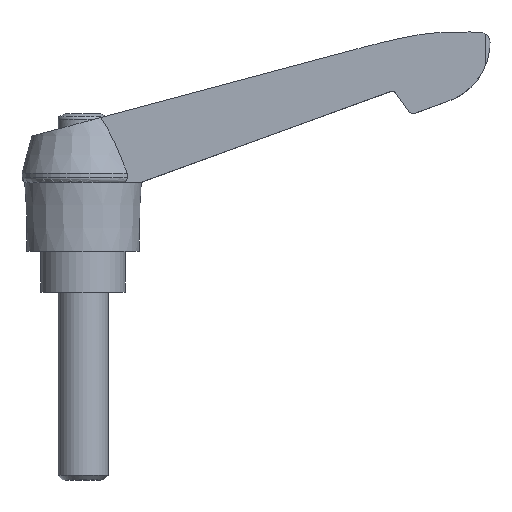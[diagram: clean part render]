
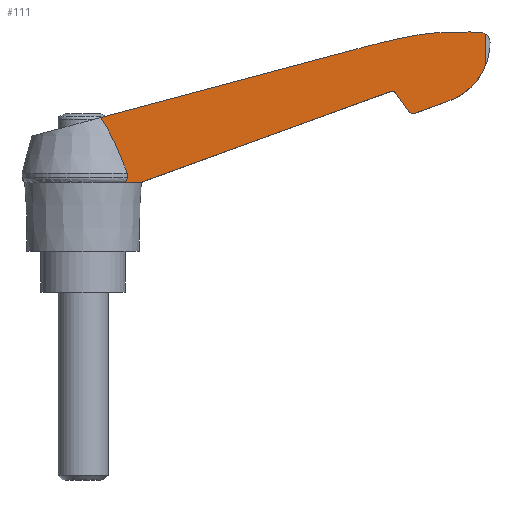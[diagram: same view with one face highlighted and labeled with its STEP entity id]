
A CAD part, top view. The second image highlights one B-rep face of the part: STEP entity #111.
In plain terms, the highlighted planar face has unit normal (0.034, 0, 0.999).
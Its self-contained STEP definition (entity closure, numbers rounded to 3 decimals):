
#111 = ADVANCED_FACE( '', ( #296 ), #297, .F. );
#296 = FACE_OUTER_BOUND( '', #562, .T. );
#297 = PLANE( '', #563 );
#562 = EDGE_LOOP( '', ( #834, #835, #836, #837, #838, #839, #840, #841, #842, #843, #844, #845, #846, #847, #848, #849 ) );
#563 = AXIS2_PLACEMENT_3D( '', #850, #851, #852 );
#834 = ORIENTED_EDGE( '', *, *, #1592, .F. );
#835 = ORIENTED_EDGE( '', *, *, #1593, .T. );
#836 = ORIENTED_EDGE( '', *, *, #1594, .F. );
#837 = ORIENTED_EDGE( '', *, *, #1595, .F. );
#838 = ORIENTED_EDGE( '', *, *, #1596, .T. );
#839 = ORIENTED_EDGE( '', *, *, #1597, .F. );
#840 = ORIENTED_EDGE( '', *, *, #1598, .F. );
#841 = ORIENTED_EDGE( '', *, *, #1599, .F. );
#842 = ORIENTED_EDGE( '', *, *, #1600, .F. );
#843 = ORIENTED_EDGE( '', *, *, #1601, .F. );
#844 = ORIENTED_EDGE( '', *, *, #1588, .F. );
#845 = ORIENTED_EDGE( '', *, *, #1602, .F. );
#846 = ORIENTED_EDGE( '', *, *, #1583, .F. );
#847 = ORIENTED_EDGE( '', *, *, #1603, .F. );
#848 = ORIENTED_EDGE( '', *, *, #1604, .F. );
#849 = ORIENTED_EDGE( '', *, *, #1605, .F. );
#850 = CARTESIAN_POINT( '', ( 0., 46.5, 6.943 ) );
#851 = DIRECTION( '', ( -0.034, 0., -0.999 ) );
#852 = DIRECTION( '', ( -0.999, 0., 0.034 ) );
#1583 = EDGE_CURVE( '', #1884, #1879, #1886, .T. );
#1588 = EDGE_CURVE( '', #1893, #1895, #1896, .T. );
#1592 = EDGE_CURVE( '', #1901, #1902, #1903, .T. );
#1593 = EDGE_CURVE( '', #1901, #1904, #1905, .T. );
#1594 = EDGE_CURVE( '', #1906, #1904, #1907, .T. );
#1595 = EDGE_CURVE( '', #1908, #1906, #1909, .T. );
#1596 = EDGE_CURVE( '', #1908, #1910, #1911, .T. );
#1597 = EDGE_CURVE( '', #1912, #1910, #1913, .T. );
#1598 = EDGE_CURVE( '', #1914, #1912, #1915, .T. );
#1599 = EDGE_CURVE( '', #1916, #1914, #1917, .T. );
#1600 = EDGE_CURVE( '', #1918, #1916, #1919, .T. );
#1601 = EDGE_CURVE( '', #1895, #1918, #1920, .T. );
#1602 = EDGE_CURVE( '', #1879, #1893, #1921, .T. );
#1603 = EDGE_CURVE( '', #1922, #1884, #1923, .T. );
#1604 = EDGE_CURVE( '', #1924, #1922, #1925, .T. );
#1605 = EDGE_CURVE( '', #1902, #1924, #1926, .T. );
#1879 = VERTEX_POINT( '', #2323 );
#1884 = VERTEX_POINT( '', #2329 );
#1886 = ELLIPSE( '', #2332, 35.02, 35. );
#1893 = VERTEX_POINT( '', #2348 );
#1895 = VERTEX_POINT( '', #2351 );
#1896 = ELLIPSE( '', #2352, 1.601, 1.6 );
#1901 = VERTEX_POINT( '', #2367 );
#1902 = VERTEX_POINT( '', #2368 );
#1903 = LINE( '', #2369, #2370 );
#1904 = VERTEX_POINT( '', #2371 );
#1905 = B_SPLINE_CURVE_WITH_KNOTS( '', 3, ( #2372, #2373, #2374, #2375, #2376, #2377 ), .UNSPECIFIED., .F., .F., ( 4, 2, 4 ), ( 0., 0.001, 0.001 ), .UNSPECIFIED. );
#1906 = VERTEX_POINT( '', #2378 );
#1907 = LINE( '', #2379, #2380 );
#1908 = VERTEX_POINT( '', #2381 );
#1909 = LINE( '', #2382, #2383 );
#1910 = VERTEX_POINT( '', #2384 );
#1911 = ELLIPSE( '', #2385, 0.7, 0.7 );
#1912 = VERTEX_POINT( '', #2386 );
#1913 = LINE( '', #2387, #2388 );
#1914 = VERTEX_POINT( '', #2389 );
#1915 = ELLIPSE( '', #2390, 1.001, 1. );
#1916 = VERTEX_POINT( '', #2391 );
#1917 = LINE( '', #2392, #2393 );
#1918 = VERTEX_POINT( '', #2394 );
#1919 = ELLIPSE( '', #2395, 10.006, 10. );
#1920 = LINE( '', #2396, #2397 );
#1921 = ELLIPSE( '', #2398, 35.02, 35. );
#1922 = VERTEX_POINT( '', #2399 );
#1923 = ELLIPSE( '', #2400, 141.08, 141. );
#1924 = VERTEX_POINT( '', #2401 );
#1925 = LINE( '', #2402, #2403 );
#1926 = B_SPLINE_CURVE_WITH_KNOTS( '', 3, ( #2404, #2405, #2406, #2407, #2408, #2409, #2410, #2411, #2412, #2413, #2414, #2415 ), .UNSPECIFIED., .F., .F., ( 4, 2, 2, 2, 2, 4 ), ( 0., 0.002, 0.005, 0.007, 0.009, 0.01 ), .UNSPECIFIED. );
#2323 = CARTESIAN_POINT( '', ( 59.7, 41.5, 4.929 ) );
#2329 = CARTESIAN_POINT( '', ( 53., 41., 5.155 ) );
#2332 = AXIS2_PLACEMENT_3D( '', #3039, #3040, #3041 );
#2348 = CARTESIAN_POINT( '', ( 63.6, 41.487, 4.797 ) );
#2351 = CARTESIAN_POINT( '', ( 64.324, 41.207, 4.773 ) );
#2352 = AXIS2_PLACEMENT_3D( '', #3046, #3047, #3048 );
#2367 = CARTESIAN_POINT( '', ( 7.079, 18.24, 6.704 ) );
#2368 = CARTESIAN_POINT( '', ( 7.079, 19., 6.704 ) );
#2369 = CARTESIAN_POINT( '', ( 7.079, 55.578, 6.704 ) );
#2370 = VECTOR( '', #3050, 1000. );
#2371 = CARTESIAN_POINT( '', ( 6.456, 17.5, 6.725 ) );
#2372 = CARTESIAN_POINT( '', ( 7.079, 18.24, 6.704 ) );
#2373 = CARTESIAN_POINT( '', ( 7.06, 18.071, 6.705 ) );
#2374 = CARTESIAN_POINT( '', ( 6.979, 17.916, 6.707 ) );
#2375 = CARTESIAN_POINT( '', ( 6.752, 17.666, 6.715 ) );
#2376 = CARTESIAN_POINT( '', ( 6.61, 17.571, 6.72 ) );
#2377 = CARTESIAN_POINT( '', ( 6.456, 17.5, 6.725 ) );
#2378 = CARTESIAN_POINT( '', ( 9.2, 17.5, 6.633 ) );
#2379 = CARTESIAN_POINT( '', ( -0.095, 17.5, 6.946 ) );
#2380 = VECTOR( '', #3051, 1000. );
#2381 = CARTESIAN_POINT( '', ( 49.14, 32.037, 5.285 ) );
#2382 = CARTESIAN_POINT( '', ( 9.107, 17.466, 6.636 ) );
#2383 = VECTOR( '', #3052, 1000. );
#2384 = CARTESIAN_POINT( '', ( 49.953, 31.781, 5.258 ) );
#2385 = AXIS2_PLACEMENT_3D( '', #3053, #3054, #3055 );
#2386 = CARTESIAN_POINT( '', ( 51.927, 28.962, 5.191 ) );
#2387 = CARTESIAN_POINT( '', ( 49.903, 31.852, 5.259 ) );
#2388 = VECTOR( '', #3056, 1000. );
#2389 = CARTESIAN_POINT( '', ( 53.088, 28.596, 5.152 ) );
#2390 = AXIS2_PLACEMENT_3D( '', #3057, #3058, #3059 );
#2391 = CARTESIAN_POINT( '', ( 57.9, 30.347, 4.99 ) );
#2392 = CARTESIAN_POINT( '', ( 52.951, 28.546, 5.156 ) );
#2393 = VECTOR( '', #3060, 1000. );
#2394 = CARTESIAN_POINT( '', ( 64.324, 36.302, 4.773 ) );
#2395 = AXIS2_PLACEMENT_3D( '', #3061, #3062, #3063 );
#2396 = CARTESIAN_POINT( '', ( 64.324, 46.5, 4.773 ) );
#2397 = VECTOR( '', #3064, 1000. );
#2398 = AXIS2_PLACEMENT_3D( '', #3065, #3066, #3067 );
#2399 = CARTESIAN_POINT( '', ( 43.4, 38.746, 5.479 ) );
#2400 = AXIS2_PLACEMENT_3D( '', #3068, #3069, #3070 );
#2401 = CARTESIAN_POINT( '', ( 2.77, 27.859, 6.849 ) );
#2402 = CARTESIAN_POINT( '', ( 43.266, 38.71, 5.483 ) );
#2403 = VECTOR( '', #3071, 1000. );
#2404 = CARTESIAN_POINT( '', ( 7.079, 19., 6.704 ) );
#2405 = CARTESIAN_POINT( '', ( 6.787, 19.77, 6.714 ) );
#2406 = CARTESIAN_POINT( '', ( 6.487, 20.537, 6.724 ) );
#2407 = CARTESIAN_POINT( '', ( 5.863, 22.061, 6.745 ) );
#2408 = CARTESIAN_POINT( '', ( 5.539, 22.819, 6.756 ) );
#2409 = CARTESIAN_POINT( '', ( 4.854, 24.317, 6.779 ) );
#2410 = CARTESIAN_POINT( '', ( 4.492, 25.057, 6.791 ) );
#2411 = CARTESIAN_POINT( '', ( 3.899, 26.141, 6.811 ) );
#2412 = CARTESIAN_POINT( '', ( 3.693, 26.497, 6.818 ) );
#2413 = CARTESIAN_POINT( '', ( 3.254, 27.194, 6.833 ) );
#2414 = CARTESIAN_POINT( '', ( 3.022, 27.535, 6.841 ) );
#2415 = CARTESIAN_POINT( '', ( 2.77, 27.859, 6.849 ) );
#3039 = CARTESIAN_POINT( '', ( 58.943, 6.508, 4.954 ) );
#3040 = DIRECTION( '', ( -0.034, 0., -0.999 ) );
#3041 = DIRECTION( '', ( 0.999, 0., -0.034 ) );
#3046 = CARTESIAN_POINT( '', ( 63.4, 39.9, 4.804 ) );
#3047 = DIRECTION( '', ( -0.034, 0., -0.999 ) );
#3048 = DIRECTION( '', ( 0.999, 0., -0.034 ) );
#3050 = DIRECTION( '', ( 0., 1., 0. ) );
#3051 = DIRECTION( '', ( -0.999, 0., 0.034 ) );
#3052 = DIRECTION( '', ( -0.939, -0.342, 0.032 ) );
#3053 = CARTESIAN_POINT( '', ( 49.38, 31.379, 5.277 ) );
#3054 = DIRECTION( '', ( -0.034, 0., -0.999 ) );
#3055 = DIRECTION( '', ( 0.999, 0., -0.034 ) );
#3056 = DIRECTION( '', ( -0.573, 0.819, 0.019 ) );
#3057 = CARTESIAN_POINT( '', ( 52.746, 29.535, 5.163 ) );
#3058 = DIRECTION( '', ( -0.034, 0., -0.999 ) );
#3059 = DIRECTION( '', ( 0.999, 0., -0.034 ) );
#3060 = DIRECTION( '', ( -0.939, -0.342, 0.032 ) );
#3061 = CARTESIAN_POINT( '', ( 55., 39.917, 5.087 ) );
#3062 = DIRECTION( '', ( -0.034, 0., -0.999 ) );
#3063 = DIRECTION( '', ( 0.999, 0., -0.034 ) );
#3064 = DIRECTION( '', ( 0., -1., 0. ) );
#3065 = CARTESIAN_POINT( '', ( 61.538, 6.548, 4.867 ) );
#3066 = DIRECTION( '', ( -0.034, 0., -0.999 ) );
#3067 = DIRECTION( '', ( 0.999, 0., -0.034 ) );
#3068 = CARTESIAN_POINT( '', ( 80.407, -97.311, 4.23 ) );
#3069 = DIRECTION( '', ( -0.034, 0., -0.999 ) );
#3070 = DIRECTION( '', ( 0.999, 0., -0.034 ) );
#3071 = DIRECTION( '', ( 0.965, 0.259, -0.033 ) );
